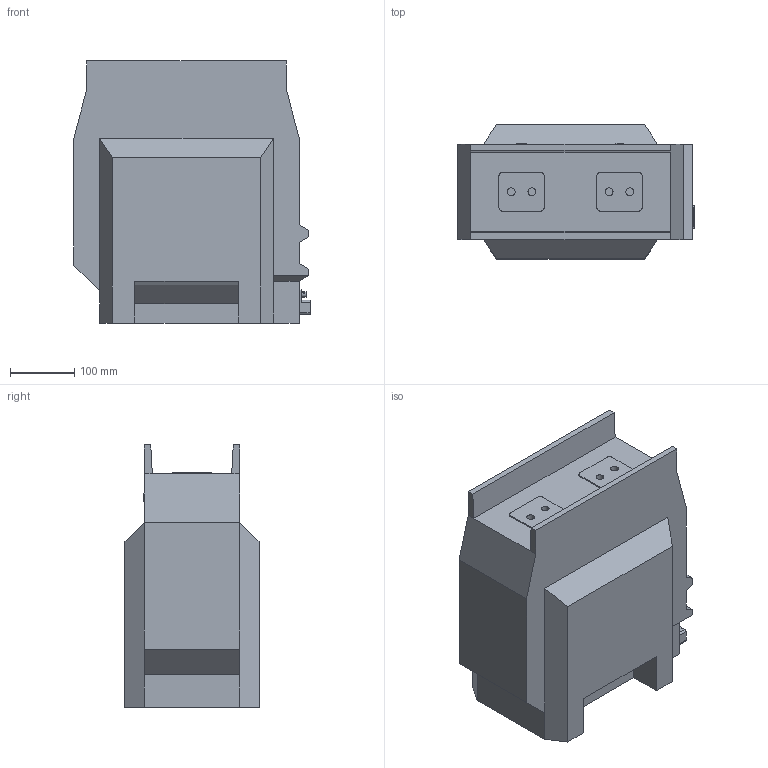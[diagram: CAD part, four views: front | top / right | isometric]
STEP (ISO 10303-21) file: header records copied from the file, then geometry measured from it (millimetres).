
FILE_DESCRIPTION(('STEP AP242'), '1');
FILE_NAME('ÒËÎ-35 Ì2AC 1500À 5îáì', '', ('UNSPECIFIED'), ('UNSPECIFIED'), 'ASCON STEP Converter 1.6', 'ASCON Math Kernel', '');
FILE_SCHEMA(('AP242_MANAGED_MODEL_BASED_3D_ENGINEERING_MIM_LF { 1 0 10303 442 1 1 4 }'));
Length unit declared in the file: millimetre
Products named in the file (6): ТЛО-35; 鎗鵻罻 楟.8.211.004
Assembly tree (17 placements, depth 2):
  (unnamed)
    ТЛО-35
    (unnamed)
    (unnamed)  x4
    鎗鵻罻 楟.8.211.004  x10
    (unnamed)
Bounding box: 367 x 208 x 407 mm (x, y, z)
Volume: 21698863.3 mm3; surface area: 588849 mm2
Topology: 17 solids, 17 shells, 2094 faces, 5889 edges, 3884 vertices
Faces by surface type: cylinder 1193, plane 838, cone 41, torus 22
Full cylindrical faces by diameter (mm): 2 x4, 2.5 x1, 4 x10, 4.917 x10, 5 x12, 5.5 x1, 8 x1, 10 x10, 10.106 x4, 12 x4, 17 x8
Entity records: 79153 total; most frequent: CARTESIAN_POINT 12465, DIRECTION 11402, ORIENTED_EDGE 10660, EDGE_CURVE 5330, AXIS2_PLACEMENT_3D 4208, VERTEX_POINT 3572, LINE 2986, VECTOR 2986
